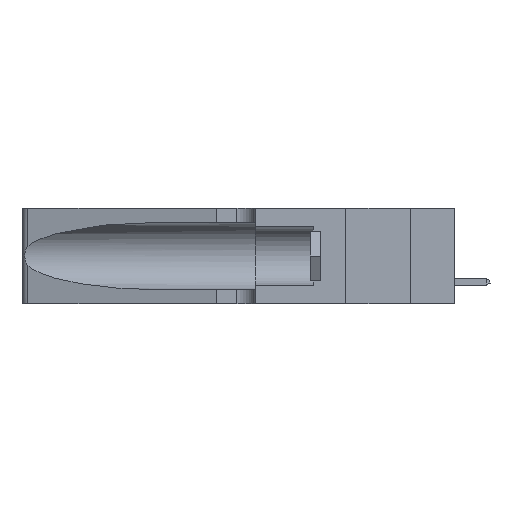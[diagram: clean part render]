
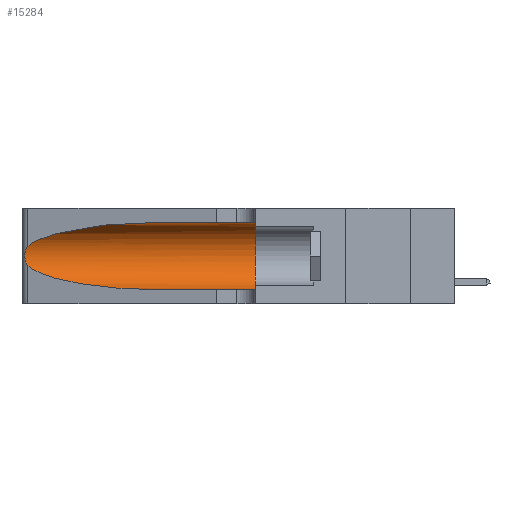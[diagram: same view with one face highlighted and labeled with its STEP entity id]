
A CAD part, left-side view. The second image highlights one B-rep face of the part: STEP entity #15284.
In plain terms, the highlighted cylindrical face has radius 3.308 mm (diameter 6.617 mm), a partial arc.
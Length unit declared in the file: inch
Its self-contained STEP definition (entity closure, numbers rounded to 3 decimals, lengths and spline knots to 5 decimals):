
#399 = AXIS2_PLACEMENT_3D ( 'NONE', #9458, #15909, #1698 ) ;
#1698 = DIRECTION ( 'NONE',  ( 0., 0., 1. ) ) ;
#1750 = ORIENTED_EDGE ( 'NONE', *, *, #13478, .T. ) ;
#2113 = DIRECTION ( 'NONE',  ( 0., -1., 0. ) ) ;
#2208 = DIRECTION ( 'NONE',  ( 0., 0., -1. ) ) ;
#2685 = CARTESIAN_POINT ( 'NONE',  ( 0.25487, 1.22718, 0.14631 ) ) ;
#2783 = CARTESIAN_POINT ( 'NONE',  ( 0.2373, 1.15595, 0.08982 ) ) ;
#3114 = CARTESIAN_POINT ( 'NONE',  ( 0.25787, 1.23484, 0.2124 ) ) ;
#4111 = VECTOR ( 'NONE', #22110, 39.37008 ) ;
#5064 = CARTESIAN_POINT ( 'NONE',  ( 0.25856, 1.23593, 0.16098 ) ) ;
#5401 = CARTESIAN_POINT ( 'NONE',  ( 0.18966, 0.96281, 0.31525 ) ) ;
#5605 = CARTESIAN_POINT ( 'NONE',  ( 0.2373, 1.15595, 0.28018 ) ) ;
#5629 = CARTESIAN_POINT ( 'NONE',  ( 0.1305, 0.72297, 0.05475 ) ) ;
#6276 = EDGE_CURVE ( 'NONE', #8966, #29618, #15538, .T. ) ;
#7667 = CARTESIAN_POINT ( 'NONE',  ( 0.26075, 1.23896, 0.19203 ) ) ;
#7867 = CARTESIAN_POINT ( 'NONE',  ( 0.18966, 0.96281, 0.05475 ) ) ;
#7934 = VERTEX_POINT ( 'NONE', #27750 ) ;
#8966 = VERTEX_POINT ( 'NONE', #5629 ) ;
#9023 = ORIENTED_EDGE ( 'NONE', *, *, #12639, .F. ) ;
#9458 = CARTESIAN_POINT ( 'NONE',  ( 0.1305, 0.35, 0.185 ) ) ;
#10067 = CARTESIAN_POINT ( 'NONE',  ( 0.25854, 1.2359, 0.20912 ) ) ;
#10188 = CARTESIAN_POINT ( 'NONE',  ( 0.25487, 1.22718, 0.22369 ) ) ;
#10411 = LINE ( 'NONE', #12573, #4111 ) ;
#11524 =( BOUNDED_CURVE ( )  B_SPLINE_CURVE ( 3, ( #2685, #2783, #7867, #24518 ),
 .UNSPECIFIED., .F., .F. ) 
 B_SPLINE_CURVE_WITH_KNOTS ( ( 4, 4 ),
 ( 3.44316, 4.71239 ),
 .UNSPECIFIED. ) 
 CURVE ( )  GEOMETRIC_REPRESENTATION_ITEM ( )  RATIONAL_B_SPLINE_CURVE ( ( 1., 0.87, 0.87, 1. ) ) 
 REPRESENTATION_ITEM ( '' )  );
#12150 = CARTESIAN_POINT ( 'NONE',  ( 0.25639, 1.23184, 0.21858 ) ) ;
#12388 = ORIENTED_EDGE ( 'NONE', *, *, #6276, .T. ) ;
#12573 = CARTESIAN_POINT ( 'NONE',  ( 0.1305, 1.61858, 0.31525 ) ) ;
#12639 = EDGE_CURVE ( 'NONE', #20968, #7934, #10411, .T. ) ;
#13478 = EDGE_CURVE ( 'NONE', #24671, #8966, #11524, .T. ) ;
#14785 = VECTOR ( 'NONE', #27961, 39.37008 ) ;
#14873 = CARTESIAN_POINT ( 'NONE',  ( 0.1305, 0.72297, 0.31525 ) ) ;
#14959 = CARTESIAN_POINT ( 'NONE',  ( 0.26018, 1.23835, 0.19895 ) ) ;
#15284 = ADVANCED_FACE ( 'NONE', ( #18079 ), #22169, .F. ) ;
#15538 = LINE ( 'NONE', #20744, #14785 ) ;
#15909 = DIRECTION ( 'NONE',  ( 0., 1., 0. ) ) ;
#16225 = CARTESIAN_POINT ( 'NONE',  ( 0.25487, 1.22718, 0.22369 ) ) ;
#18079 = FACE_OUTER_BOUND ( 'NONE', #21717, .T. ) ;
#19554 = CIRCLE ( 'NONE', #399, 0.13025 ) ;
#19743 = CARTESIAN_POINT ( 'NONE',  ( 0.26017, 1.23833, 0.17102 ) ) ;
#20438 = EDGE_CURVE ( 'NONE', #23663, #24671, #27368, .T. ) ;
#20744 = CARTESIAN_POINT ( 'NONE',  ( 0.1305, 1.61858, 0.05475 ) ) ;
#20919 = CARTESIAN_POINT ( 'NONE',  ( 0.1305, 1.61858, 0.185 ) ) ;
#20968 = VERTEX_POINT ( 'NONE', #29563 ) ;
#21603 = CARTESIAN_POINT ( 'NONE',  ( 0.25555, 1.22993, 0.14849 ) ) ;
#21717 = EDGE_LOOP ( 'NONE', ( #26482, #24441, #1750, #12388, #26855, #9023 ) ) ;
#21933 = AXIS2_PLACEMENT_3D ( 'NONE', #20919, #2113, #2208 ) ;
#22015 = CARTESIAN_POINT ( 'NONE',  ( 0.25487, 1.22718, 0.22369 ) ) ;
#22110 = DIRECTION ( 'NONE',  ( 0., -1., 0. ) ) ;
#22169 = CYLINDRICAL_SURFACE ( 'NONE', #21933, 0.13025 ) ;
#23663 = VERTEX_POINT ( 'NONE', #16225 ) ;
#24105 = CARTESIAN_POINT ( 'NONE',  ( 0.25639, 1.23186, 0.15144 ) ) ;
#24325 = CARTESIAN_POINT ( 'NONE',  ( 0.25789, 1.23486, 0.15765 ) ) ;
#24441 = ORIENTED_EDGE ( 'NONE', *, *, #20438, .T. ) ;
#24518 = CARTESIAN_POINT ( 'NONE',  ( 0.1305, 0.72297, 0.05475 ) ) ;
#24671 = VERTEX_POINT ( 'NONE', #29939 ) ;
#24872 = EDGE_CURVE ( 'NONE', #7934, #29618, #19554, .T. ) ;
#25127 = EDGE_CURVE ( 'NONE', #20968, #23663, #28888, .T. ) ;
#26421 = CARTESIAN_POINT ( 'NONE',  ( 0.1305, 0.35, 0.05475 ) ) ;
#26482 = ORIENTED_EDGE ( 'NONE', *, *, #25127, .T. ) ;
#26613 = CARTESIAN_POINT ( 'NONE',  ( 0.25555, 1.22994, 0.2215 ) ) ;
#26717 = CARTESIAN_POINT ( 'NONE',  ( 0.25487, 1.22718, 0.14631 ) ) ;
#26855 = ORIENTED_EDGE ( 'NONE', *, *, #24872, .F. ) ;
#27368 = B_SPLINE_CURVE_WITH_KNOTS ( 'NONE', 3,
 ( #22015, #26613, #12150, #3114, #10067, #14959, #7667, #28847, #19743, #5064, #24325, #24105, #21603, #26717 ),
 .UNSPECIFIED., .F., .F.,
 ( 4, 2, 2, 2, 2, 2, 4 ),
 ( 0., 0.00027, 0.00053, 0.00107, 0.0016, 0.00187, 0.00214 ),
 .UNSPECIFIED. ) ;
#27750 = CARTESIAN_POINT ( 'NONE',  ( 0.1305, 0.35, 0.31525 ) ) ;
#27961 = DIRECTION ( 'NONE',  ( 0., -1., 0. ) ) ;
#28847 = CARTESIAN_POINT ( 'NONE',  ( 0.26075, 1.23896, 0.178 ) ) ;
#28888 =( BOUNDED_CURVE ( )  B_SPLINE_CURVE ( 3, ( #14873, #5401, #5605, #10188 ),
 .UNSPECIFIED., .F., .F. ) 
 B_SPLINE_CURVE_WITH_KNOTS ( ( 4, 4 ),
 ( 1.5708, 2.84003 ),
 .UNSPECIFIED. ) 
 CURVE ( )  GEOMETRIC_REPRESENTATION_ITEM ( )  RATIONAL_B_SPLINE_CURVE ( ( 1., 0.87, 0.87, 1. ) ) 
 REPRESENTATION_ITEM ( '' )  );
#29563 = CARTESIAN_POINT ( 'NONE',  ( 0.1305, 0.72297, 0.31525 ) ) ;
#29618 = VERTEX_POINT ( 'NONE', #26421 ) ;
#29939 = CARTESIAN_POINT ( 'NONE',  ( 0.25487, 1.22718, 0.14631 ) ) ;
